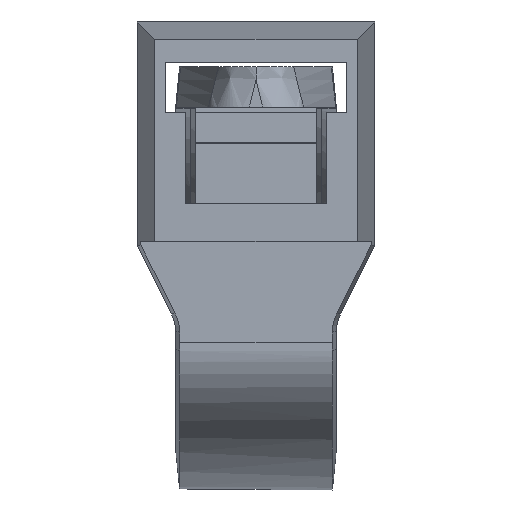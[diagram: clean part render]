
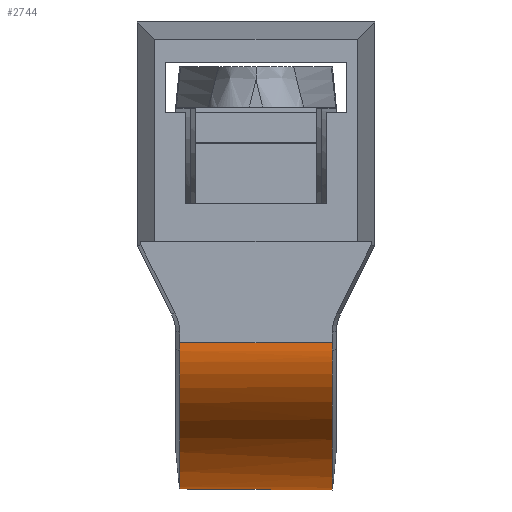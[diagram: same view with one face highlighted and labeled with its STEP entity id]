
A CAD part, top view. The second image highlights one B-rep face of the part: STEP entity #2744.
In plain terms, the highlighted free-form (B-spline) face has degree [1, 5] with [2, 20] control points.
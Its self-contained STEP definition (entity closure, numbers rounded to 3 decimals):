
#192=(
BOUNDED_SURFACE()
B_SPLINE_SURFACE(1,5,((#3983,#3984,#3985,#3986,#3987,#3988,#3989,#3990,
#3991,#3992,#3993,#3994,#3995,#3996,#3997,#3998,#3999,#4000,#4001,#4002),
(#4003,#4004,#4005,#4006,#4007,#4008,#4009,#4010,#4011,#4012,#4013,#4014,
#4015,#4016,#4017,#4018,#4019,#4020,#4021,#4022)),.UNSPECIFIED.,.F.,.F.,
 .F.)
B_SPLINE_SURFACE_WITH_KNOTS((2,2),(6,1,1,1,1,1,1,1,1,1,1,1,1,1,1,6),(-0.004,
0.),(0.,0.067,0.133,0.2,0.267,0.333,
0.4,0.467,0.533,0.6,0.667,0.733,
0.8,0.867,0.933,1.),.UNSPECIFIED.)
GEOMETRIC_REPRESENTATION_ITEM()
RATIONAL_B_SPLINE_SURFACE(((1.,1.,1.,1.,1.,1.,1.,1.,1.,1.,1.,1.,1.,1.,1.,
1.,1.,1.,1.,1.),(1.,1.,1.,1.,1.,1.,1.,1.,1.,1.,1.,1.,1.,1.,1.,1.,1.,1.,
1.,1.)))
REPRESENTATION_ITEM('')
SURFACE()
);
#197=FACE_OUTER_BOUND('',#351,.T.);
#351=EDGE_LOOP('',(#1943,#1944,#1945,#1946,#1947,#1948));
#525=LINE('',#4028,#886);
#526=LINE('',#4034,#887);
#886=VECTOR('',#3071,675.);
#887=VECTOR('',#3072,675.);
#1245=(
BOUNDED_CURVE()
B_SPLINE_CURVE(5,(#3828,#3829,#3830,#3831,#3832,#3833,#3834,#3835,#3836,
#3837,#3838,#3839,#3840,#3841,#3842,#3843,#3844,#3845,#3846,#3847),
 .UNSPECIFIED.,.F.,.F.)
B_SPLINE_CURVE_WITH_KNOTS((6,1,1,1,1,1,1,1,1,1,1,1,1,1,1,6),(0.,0.067,
0.133,0.2,0.267,0.333,0.4,0.467,
0.533,0.6,0.667,0.733,0.8,0.867,
0.933,0.988),.UNSPECIFIED.)
CURVE()
GEOMETRIC_REPRESENTATION_ITEM()
RATIONAL_B_SPLINE_CURVE((1.,1.,1.,1.,1.,1.,1.,1.,1.,1.,1.,1.,1.,1.,1.,1.,
1.,1.,1.,1.))
REPRESENTATION_ITEM('')
);
#1249=B_SPLINE_CURVE_WITH_KNOTS('',3,(#3951,#3952,#3953,#3954,#3955,#3956,
#3957,#3958,#3959,#3960,#3961,#3962,#3963,#3964,#3965,#3966),
 .UNSPECIFIED.,.F.,.F.,(4,1,1,1,1,1,1,1,1,1,1,1,1,4),(0.,0.071,
0.141,0.282,0.353,0.423,
0.494,0.564,0.635,0.705,
0.776,0.846,0.917,0.988),
 .UNSPECIFIED.);
#1251=B_SPLINE_CURVE_WITH_KNOTS('',3,(#4024,#4025,#4026,#4027),
 .UNSPECIFIED.,.F.,.F.,(4,4),(-0.014,0.),.UNSPECIFIED.);
#1252=B_SPLINE_CURVE_WITH_KNOTS('',3,(#4030,#4031,#4032,#4033),
 .UNSPECIFIED.,.F.,.F.,(4,4),(-0.014,0.),.UNSPECIFIED.);
#1271=VERTEX_POINT('',#3809);
#1273=VERTEX_POINT('',#3827);
#1277=VERTEX_POINT('',#3948);
#1278=VERTEX_POINT('',#3950);
#1279=VERTEX_POINT('',#4023);
#1280=VERTEX_POINT('',#4029);
#1536=EDGE_CURVE('',#1273,#1271,#1245,.T.);
#1541=EDGE_CURVE('',#1277,#1278,#1249,.T.);
#1543=EDGE_CURVE('',#1278,#1279,#1251,.T.);
#1544=EDGE_CURVE('',#1273,#1277,#525,.T.);
#1545=EDGE_CURVE('',#1280,#1271,#1252,.T.);
#1546=EDGE_CURVE('',#1280,#1279,#526,.T.);
#1943=ORIENTED_EDGE('',*,*,#1543,.F.);
#1944=ORIENTED_EDGE('',*,*,#1541,.F.);
#1945=ORIENTED_EDGE('',*,*,#1544,.F.);
#1946=ORIENTED_EDGE('',*,*,#1536,.T.);
#1947=ORIENTED_EDGE('',*,*,#1545,.F.);
#1948=ORIENTED_EDGE('',*,*,#1546,.T.);
#2744=ADVANCED_FACE('',(#197),#192,.T.);
#3071=DIRECTION('',(-1.,0.,0.));
#3072=DIRECTION('',(-1.,0.,0.));
#3809=CARTESIAN_POINT('',(0.748,7.525,0.675));
#3827=CARTESIAN_POINT('',(0.748,12.262,-3.921));
#3828=CARTESIAN_POINT('Ctrl Pts',(0.748,12.262,-3.921));
#3829=CARTESIAN_POINT('Ctrl Pts',(0.748,12.262,-4.764));
#3830=CARTESIAN_POINT('Ctrl Pts',(0.748,12.211,-6.315));
#3831=CARTESIAN_POINT('Ctrl Pts',(0.748,11.978,-8.24));
#3832=CARTESIAN_POINT('Ctrl Pts',(0.748,11.409,-10.047));
#3833=CARTESIAN_POINT('Ctrl Pts',(0.748,10.524,-11.302));
#3834=CARTESIAN_POINT('Ctrl Pts',(0.748,9.72,-11.871));
#3835=CARTESIAN_POINT('Ctrl Pts',(0.748,9.15,-12.04));
#3836=CARTESIAN_POINT('Ctrl Pts',(0.748,8.692,-12.007));
#3837=CARTESIAN_POINT('Ctrl Pts',(0.748,7.91,-11.746));
#3838=CARTESIAN_POINT('Ctrl Pts',(0.748,6.902,-10.914));
#3839=CARTESIAN_POINT('Ctrl Pts',(0.748,5.91,-9.26));
#3840=CARTESIAN_POINT('Ctrl Pts',(0.748,5.25,-6.701));
#3841=CARTESIAN_POINT('Ctrl Pts',(0.748,5.099,-3.961));
#3842=CARTESIAN_POINT('Ctrl Pts',(0.748,5.421,-1.744));
#3843=CARTESIAN_POINT('Ctrl Pts',(0.748,6.054,-0.276));
#3844=CARTESIAN_POINT('Ctrl Pts',(0.748,6.666,0.37));
#3845=CARTESIAN_POINT('Ctrl Pts',(0.748,7.118,0.607));
#3846=CARTESIAN_POINT('Ctrl Pts',(0.748,7.4,0.667));
#3847=CARTESIAN_POINT('Ctrl Pts',(0.748,7.525,0.675));
#3948=CARTESIAN_POINT('',(-1.805,12.262,-3.921));
#3950=CARTESIAN_POINT('',(-1.805,7.525,0.675));
#3951=CARTESIAN_POINT('Ctrl Pts',(-1.805,12.262,-3.921));
#3952=CARTESIAN_POINT('Ctrl Pts',(-1.805,12.262,-5.407));
#3953=CARTESIAN_POINT('Ctrl Pts',(-1.805,12.066,-7.873));
#3954=CARTESIAN_POINT('Ctrl Pts',(-1.805,11.031,-10.94));
#3955=CARTESIAN_POINT('Ctrl Pts',(-1.805,9.754,-11.872));
#3956=CARTESIAN_POINT('Ctrl Pts',(-1.805,9.03,-12.037));
#3957=CARTESIAN_POINT('Ctrl Pts',(-1.805,8.436,-11.938));
#3958=CARTESIAN_POINT('Ctrl Pts',(-1.805,7.506,-11.448));
#3959=CARTESIAN_POINT('Ctrl Pts',(-1.805,6.43,-10.207));
#3960=CARTESIAN_POINT('Ctrl Pts',(-1.805,5.536,-7.963));
#3961=CARTESIAN_POINT('Ctrl Pts',(-1.805,5.132,-5.093));
#3962=CARTESIAN_POINT('Ctrl Pts',(-1.805,5.283,-2.509));
#3963=CARTESIAN_POINT('Ctrl Pts',(-1.805,5.868,-0.65));
#3964=CARTESIAN_POINT('Ctrl Pts',(-1.805,6.687,0.417));
#3965=CARTESIAN_POINT('Ctrl Pts',(-1.805,7.254,0.657));
#3966=CARTESIAN_POINT('Ctrl Pts',(-1.805,7.525,0.675));
#3983=CARTESIAN_POINT('Ctrl Pts',(-1.805,12.262,-3.921));
#3984=CARTESIAN_POINT('Ctrl Pts',(-1.805,12.262,-4.764));
#3985=CARTESIAN_POINT('Ctrl Pts',(-1.805,12.211,-6.315));
#3986=CARTESIAN_POINT('Ctrl Pts',(-1.805,11.978,-8.24));
#3987=CARTESIAN_POINT('Ctrl Pts',(-1.805,11.409,-10.047));
#3988=CARTESIAN_POINT('Ctrl Pts',(-1.805,10.524,-11.302));
#3989=CARTESIAN_POINT('Ctrl Pts',(-1.805,9.72,-11.871));
#3990=CARTESIAN_POINT('Ctrl Pts',(-1.805,9.15,-12.04));
#3991=CARTESIAN_POINT('Ctrl Pts',(-1.805,8.692,-12.007));
#3992=CARTESIAN_POINT('Ctrl Pts',(-1.805,7.91,-11.746));
#3993=CARTESIAN_POINT('Ctrl Pts',(-1.805,6.902,-10.914));
#3994=CARTESIAN_POINT('Ctrl Pts',(-1.805,5.91,-9.26));
#3995=CARTESIAN_POINT('Ctrl Pts',(-1.805,5.25,-6.701));
#3996=CARTESIAN_POINT('Ctrl Pts',(-1.805,5.099,-3.961));
#3997=CARTESIAN_POINT('Ctrl Pts',(-1.805,5.421,-1.744));
#3998=CARTESIAN_POINT('Ctrl Pts',(-1.805,6.079,-0.219));
#3999=CARTESIAN_POINT('Ctrl Pts',(-1.805,6.727,0.432));
#4000=CARTESIAN_POINT('Ctrl Pts',(-1.805,7.207,0.651));
#4001=CARTESIAN_POINT('Ctrl Pts',(-1.805,7.516,0.685));
#4002=CARTESIAN_POINT('Ctrl Pts',(-1.805,7.667,0.675));
#4003=CARTESIAN_POINT('Ctrl Pts',(0.748,12.262,-3.921));
#4004=CARTESIAN_POINT('Ctrl Pts',(0.748,12.262,-4.764));
#4005=CARTESIAN_POINT('Ctrl Pts',(0.748,12.211,-6.315));
#4006=CARTESIAN_POINT('Ctrl Pts',(0.748,11.978,-8.24));
#4007=CARTESIAN_POINT('Ctrl Pts',(0.748,11.409,-10.047));
#4008=CARTESIAN_POINT('Ctrl Pts',(0.748,10.524,-11.302));
#4009=CARTESIAN_POINT('Ctrl Pts',(0.748,9.72,-11.871));
#4010=CARTESIAN_POINT('Ctrl Pts',(0.748,9.15,-12.04));
#4011=CARTESIAN_POINT('Ctrl Pts',(0.748,8.692,-12.007));
#4012=CARTESIAN_POINT('Ctrl Pts',(0.748,7.91,-11.746));
#4013=CARTESIAN_POINT('Ctrl Pts',(0.748,6.902,-10.914));
#4014=CARTESIAN_POINT('Ctrl Pts',(0.748,5.91,-9.26));
#4015=CARTESIAN_POINT('Ctrl Pts',(0.748,5.25,-6.701));
#4016=CARTESIAN_POINT('Ctrl Pts',(0.748,5.099,-3.961));
#4017=CARTESIAN_POINT('Ctrl Pts',(0.748,5.421,-1.744));
#4018=CARTESIAN_POINT('Ctrl Pts',(0.748,6.079,-0.219));
#4019=CARTESIAN_POINT('Ctrl Pts',(0.748,6.727,0.432));
#4020=CARTESIAN_POINT('Ctrl Pts',(0.748,7.207,0.651));
#4021=CARTESIAN_POINT('Ctrl Pts',(0.748,7.516,0.685));
#4022=CARTESIAN_POINT('Ctrl Pts',(0.748,7.667,0.675));
#4023=CARTESIAN_POINT('',(-1.805,7.667,0.675));
#4024=CARTESIAN_POINT('Ctrl Pts',(-1.805,7.525,0.675));
#4025=CARTESIAN_POINT('Ctrl Pts',(-1.804,7.572,0.678));
#4026=CARTESIAN_POINT('Ctrl Pts',(-1.804,7.619,0.678));
#4027=CARTESIAN_POINT('Ctrl Pts',(-1.805,7.667,0.675));
#4028=CARTESIAN_POINT('',(0.748,12.262,-3.921));
#4029=CARTESIAN_POINT('',(0.748,7.667,0.675));
#4030=CARTESIAN_POINT('Ctrl Pts',(0.748,7.667,0.675));
#4031=CARTESIAN_POINT('Ctrl Pts',(0.748,7.619,0.678));
#4032=CARTESIAN_POINT('Ctrl Pts',(0.748,7.572,0.678));
#4033=CARTESIAN_POINT('Ctrl Pts',(0.748,7.525,0.675));
#4034=CARTESIAN_POINT('',(0.748,7.667,0.675));
